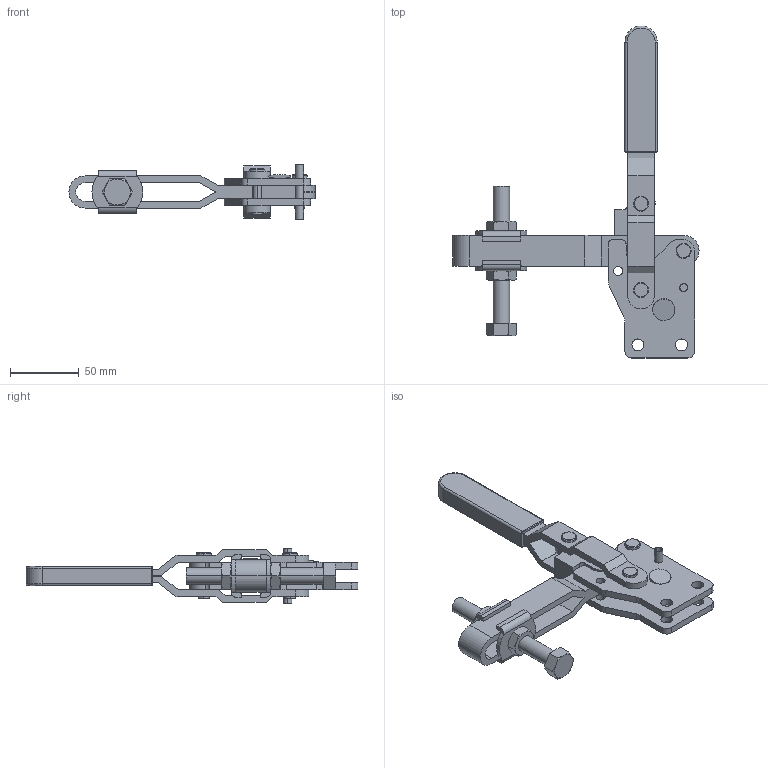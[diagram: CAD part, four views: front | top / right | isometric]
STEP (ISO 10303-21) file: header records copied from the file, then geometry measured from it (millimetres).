
FILE_DESCRIPTION (( 'STEP AP214' ), '1' );
FILE_NAME ('GH-10248(Â²¤Æ)-1.STEP', '2020-05-05T03:52:16', ( 'LinWei' ), ( '' ), 'SwSTEP 2.0', 'SolidWorks 2016', '' );
FILE_SCHEMA (( 'AUTOMOTIVE_DESIGN' ));
Length unit declared in the file: millimetre
Products named in the file (6): Group5^GH-10248(簡化)-1; 11024708-1^GH-10248(簡化)-1; Group1^GH-10248(簡化)-1; Group2^GH-10248(簡化)-1; Group4^GH-10248(簡化)-1; GH-10248(簡化)-1
Assembly tree (5 placements, depth 2):
  GH-10248(簡化)-1
    Group4^GH-10248(簡化)-1
    Group2^GH-10248(簡化)-1
    Group1^GH-10248(簡化)-1
    11024708-1^GH-10248(簡化)-1
    Group5^GH-10248(簡化)-1
Bounding box: 179.44 x 242.1 x 40 mm (x, y, z)
Volume: 174248.6 mm3; surface area: 79312.1 mm2
Topology: 5 solids, 5 shells, 340 faces, 864 edges, 558 vertices
Faces by surface type: plane 149, cylinder 141, cone 42, torus 6, bspline 2
Entity records: 11908 total; most frequent: CARTESIAN_POINT 2280, DIRECTION 1806, ORIENTED_EDGE 1728, EDGE_CURVE 864, AXIS2_PLACEMENT_3D 676, VERTEX_POINT 558, VECTOR 454, LINE 454
